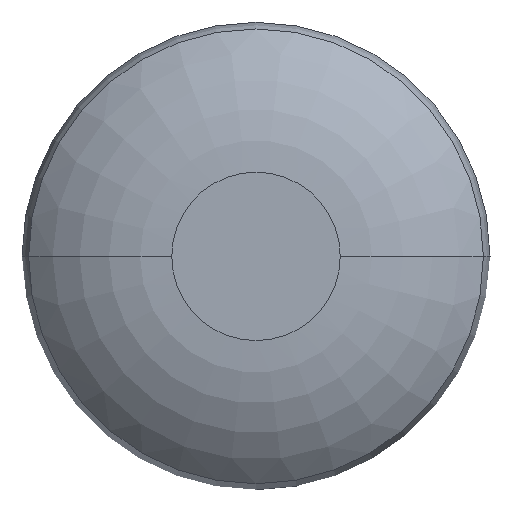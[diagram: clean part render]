
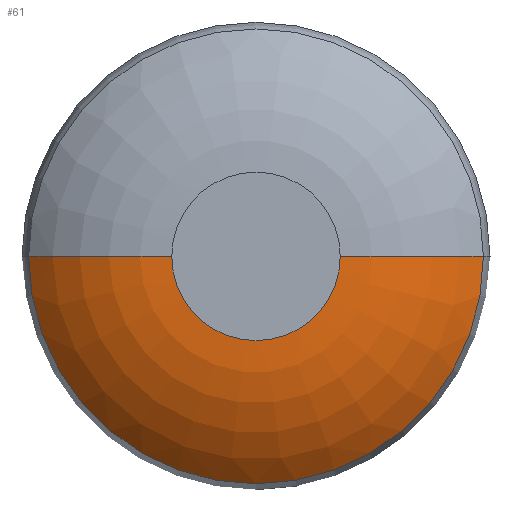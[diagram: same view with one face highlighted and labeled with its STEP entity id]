
A CAD part, left-side view. The second image highlights one B-rep face of the part: STEP entity #61.
In plain terms, the highlighted toroidal (fillet/blend) face has major radius 2.388 mm and minor radius 5.639 mm.
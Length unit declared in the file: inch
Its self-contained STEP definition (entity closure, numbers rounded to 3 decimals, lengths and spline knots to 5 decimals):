
#31 = DIRECTION ( 'NONE',  ( 0., 1., 0. ) ) ;
#43 = FACE_OUTER_BOUND ( 'NONE', #744, .T. ) ;
#50 = DIRECTION ( 'NONE',  ( -1., 0., 0. ) ) ;
#61 = ADVANCED_FACE ( 'NONE', ( #43 ), #814, .T. ) ;
#73 = CARTESIAN_POINT ( 'NONE',  ( 0.068, -0.2539, 0. ) ) ;
#74 = ORIENTED_EDGE ( 'NONE', *, *, #598, .F. ) ;
#92 = VERTEX_POINT ( 'NONE', #403 ) ;
#93 = EDGE_CURVE ( 'NONE', #92, #163, #572, .T. ) ;
#104 = AXIS2_PLACEMENT_3D ( 'NONE', #189, #940, #31 ) ;
#138 = VERTEX_POINT ( 'NONE', #321 ) ;
#163 = VERTEX_POINT ( 'NONE', #778 ) ;
#187 = EDGE_CURVE ( 'NONE', #163, #138, #480, .T. ) ;
#189 = CARTESIAN_POINT ( 'NONE',  ( 0., 0., 0. ) ) ;
#214 = CARTESIAN_POINT ( 'NONE',  ( 0.222, 0.094, 0. ) ) ;
#230 = AXIS2_PLACEMENT_3D ( 'NONE', #214, #486, #50 ) ;
#256 = DIRECTION ( 'NONE',  ( 1., 0., 0. ) ) ;
#321 = CARTESIAN_POINT ( 'NONE',  ( 0.068, 0.2539, 0. ) ) ;
#357 = ORIENTED_EDGE ( 'NONE', *, *, #187, .T. ) ;
#398 = VERTEX_POINT ( 'NONE', #73 ) ;
#400 = CARTESIAN_POINT ( 'NONE',  ( 0.222, -0.094, 0. ) ) ;
#403 = CARTESIAN_POINT ( 'NONE',  ( 0., -0.094, 0. ) ) ;
#479 = CARTESIAN_POINT ( 'NONE',  ( 0.222, 0., 0. ) ) ;
#480 = CIRCLE ( 'NONE', #230, 0.222 ) ;
#486 = DIRECTION ( 'NONE',  ( 0., 0., -1. ) ) ;
#506 = AXIS2_PLACEMENT_3D ( 'NONE', #479, #256, #626 ) ;
#530 = EDGE_CURVE ( 'NONE', #398, #138, #576, .T. ) ;
#546 = DIRECTION ( 'NONE',  ( 0., 1., 0. ) ) ;
#560 = AXIS2_PLACEMENT_3D ( 'NONE', #622, #700, #546 ) ;
#572 = CIRCLE ( 'NONE', #104, 0.094 ) ;
#576 = CIRCLE ( 'NONE', #560, 0.2539 ) ;
#598 = EDGE_CURVE ( 'NONE', #92, #398, #953, .T. ) ;
#611 = AXIS2_PLACEMENT_3D ( 'NONE', #400, #939, #788 ) ;
#622 = CARTESIAN_POINT ( 'NONE',  ( 0.068, 0., 0. ) ) ;
#626 = DIRECTION ( 'NONE',  ( 0., 1., 0. ) ) ;
#664 = ORIENTED_EDGE ( 'NONE', *, *, #93, .T. ) ;
#700 = DIRECTION ( 'NONE',  ( 1., 0., 0. ) ) ;
#734 = ORIENTED_EDGE ( 'NONE', *, *, #530, .F. ) ;
#744 = EDGE_LOOP ( 'NONE', ( #74, #664, #357, #734 ) ) ;
#778 = CARTESIAN_POINT ( 'NONE',  ( 0., 0.094, 0. ) ) ;
#788 = DIRECTION ( 'NONE',  ( 0., -1., 0. ) ) ;
#814 = TOROIDAL_SURFACE ( 'NONE', #506, 0.094, 0.222 ) ;
#939 = DIRECTION ( 'NONE',  ( 0., 0., 1. ) ) ;
#940 = DIRECTION ( 'NONE',  ( 1., 0., 0. ) ) ;
#953 = CIRCLE ( 'NONE', #611, 0.222 ) ;
